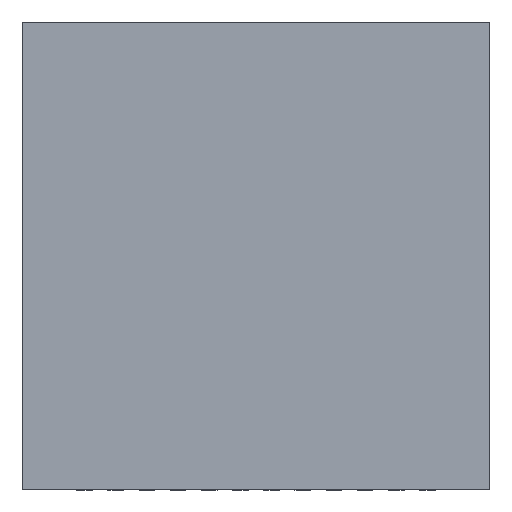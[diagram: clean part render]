
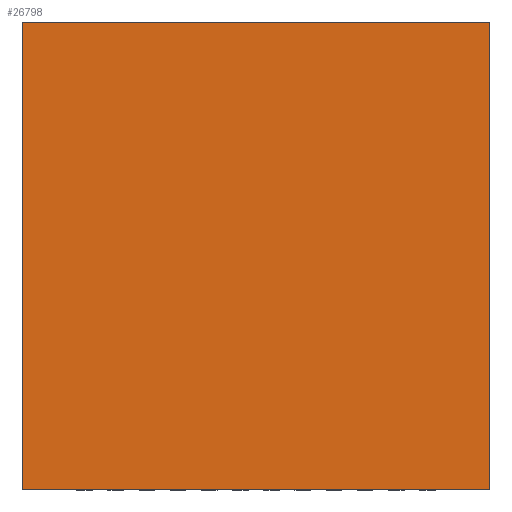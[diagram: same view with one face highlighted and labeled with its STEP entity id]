
A CAD part, top view. The second image highlights one B-rep face of the part: STEP entity #26798.
In plain terms, the highlighted face is planar.
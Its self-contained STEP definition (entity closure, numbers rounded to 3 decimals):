
#20461=DIRECTION('',(0.,0.,1.));
#20462=VECTOR('',#20461,6.);
#20463=CARTESIAN_POINT('',(-3.,0.975,-3.));
#20464=LINE('',#20463,#20462);
#20468=DIRECTION('',(-1.,0.,0.));
#20469=VECTOR('',#20468,6.);
#20470=CARTESIAN_POINT('',(3.,0.975,-3.));
#20471=LINE('',#20470,#20469);
#20475=DIRECTION('',(0.,0.,-1.));
#20476=VECTOR('',#20475,6.);
#20477=CARTESIAN_POINT('',(3.,0.975,3.));
#20478=LINE('',#20477,#20476);
#20482=DIRECTION('',(1.,0.,0.));
#20483=VECTOR('',#20482,6.);
#20484=CARTESIAN_POINT('',(-3.,0.975,3.));
#20485=LINE('',#20484,#20483);
#22269=CARTESIAN_POINT('',(-3.,0.975,-3.));
#22270=CARTESIAN_POINT('',(-3.,0.975,3.));
#22271=VERTEX_POINT('',#22269);
#22272=VERTEX_POINT('',#22270);
#22273=CARTESIAN_POINT('',(3.,0.975,3.));
#22274=VERTEX_POINT('',#22273);
#22275=CARTESIAN_POINT('',(3.,0.975,-3.));
#22276=VERTEX_POINT('',#22275);
#26787=CARTESIAN_POINT('',(0.,0.975,0.));
#26788=DIRECTION('',(0.,1.,0.));
#26789=DIRECTION('',(1.,0.,0.));
#26790=AXIS2_PLACEMENT_3D('',#26787,#26788,#26789);
#26791=PLANE('',#26790);
#26792=ORIENTED_EDGE('',*,*,#24239,.F.);
#26793=ORIENTED_EDGE('',*,*,#24450,.F.);
#26794=ORIENTED_EDGE('',*,*,#25562,.F.);
#26795=ORIENTED_EDGE('',*,*,#26596,.F.);
#26796=EDGE_LOOP('',(#26792,#26793,#26794,#26795));
#26797=FACE_OUTER_BOUND('',#26796,.F.);
#24239=EDGE_CURVE('',#22271,#22272,#20464,.T.);
#24450=EDGE_CURVE('',#22276,#22271,#20471,.T.);
#25562=EDGE_CURVE('',#22274,#22276,#20478,.T.);
#26596=EDGE_CURVE('',#22272,#22274,#20485,.T.);
#26798=ADVANCED_FACE('',(#26797),#26791,.T.);
